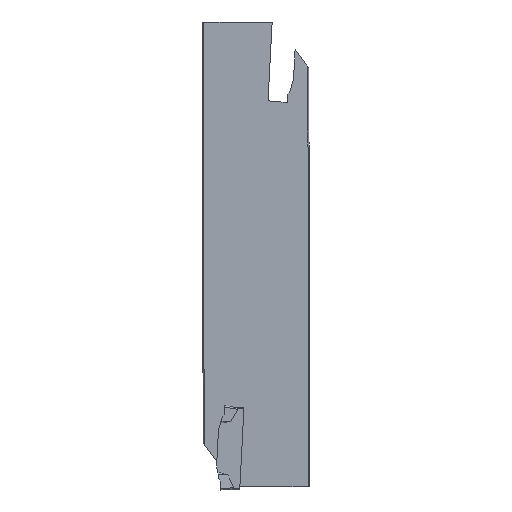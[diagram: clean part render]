
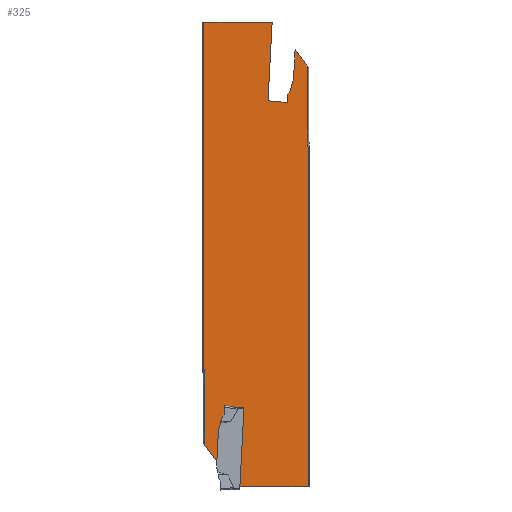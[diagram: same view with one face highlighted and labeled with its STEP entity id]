
A CAD part, left-side view. The second image highlights one B-rep face of the part: STEP entity #325.
In plain terms, the highlighted planar face has unit normal (-1, 0, 0).
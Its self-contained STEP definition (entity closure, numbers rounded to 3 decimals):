
#289=CIRCLE('',#1480,40.315);
#290=CIRCLE('',#1481,40.315);
#325=ADVANCED_FACE('',(#437),#379,.T.);
#379=PLANE('',#1482);
#437=FACE_OUTER_BOUND('',#499,.T.);
#499=EDGE_LOOP('',(#719,#720,#721,#722,#723,#724,#725,#726,#727,#728,#729,
#730,#731,#732,#733,#734,#735,#736,#737,#738,#739,#740,#741,#742));
#719=ORIENTED_EDGE('',*,*,#1087,.F.);
#720=ORIENTED_EDGE('',*,*,#1088,.F.);
#721=ORIENTED_EDGE('',*,*,#1089,.F.);
#722=ORIENTED_EDGE('',*,*,#1090,.F.);
#723=ORIENTED_EDGE('',*,*,#1091,.F.);
#724=ORIENTED_EDGE('',*,*,#1092,.F.);
#725=ORIENTED_EDGE('',*,*,#1093,.F.);
#726=ORIENTED_EDGE('',*,*,#1094,.T.);
#727=ORIENTED_EDGE('',*,*,#1095,.T.);
#728=ORIENTED_EDGE('',*,*,#1096,.F.);
#729=ORIENTED_EDGE('',*,*,#1097,.T.);
#730=ORIENTED_EDGE('',*,*,#1098,.F.);
#731=ORIENTED_EDGE('',*,*,#1099,.F.);
#732=ORIENTED_EDGE('',*,*,#1100,.F.);
#733=ORIENTED_EDGE('',*,*,#1101,.F.);
#734=ORIENTED_EDGE('',*,*,#1102,.F.);
#735=ORIENTED_EDGE('',*,*,#1103,.F.);
#736=ORIENTED_EDGE('',*,*,#1104,.F.);
#737=ORIENTED_EDGE('',*,*,#1105,.F.);
#738=ORIENTED_EDGE('',*,*,#1106,.F.);
#739=ORIENTED_EDGE('',*,*,#1107,.F.);
#740=ORIENTED_EDGE('',*,*,#1108,.F.);
#741=ORIENTED_EDGE('',*,*,#1109,.T.);
#742=ORIENTED_EDGE('',*,*,#1110,.T.);
#947=VERTEX_POINT('',#2164);
#948=VERTEX_POINT('',#2165);
#949=VERTEX_POINT('',#2167);
#950=VERTEX_POINT('',#2169);
#951=VERTEX_POINT('',#2171);
#952=VERTEX_POINT('',#2173);
#953=VERTEX_POINT('',#2175);
#954=VERTEX_POINT('',#2177);
#955=VERTEX_POINT('',#2179);
#956=VERTEX_POINT('',#2181);
#957=VERTEX_POINT('',#2183);
#958=VERTEX_POINT('',#2185);
#959=VERTEX_POINT('',#2187);
#960=VERTEX_POINT('',#2189);
#961=VERTEX_POINT('',#2191);
#962=VERTEX_POINT('',#2193);
#963=VERTEX_POINT('',#2195);
#964=VERTEX_POINT('',#2197);
#965=VERTEX_POINT('',#2199);
#966=VERTEX_POINT('',#2201);
#967=VERTEX_POINT('',#2203);
#968=VERTEX_POINT('',#2205);
#969=VERTEX_POINT('',#2207);
#970=VERTEX_POINT('',#2209);
#1087=EDGE_CURVE('',#947,#948,#1233,.T.);
#1088=EDGE_CURVE('',#949,#947,#1234,.T.);
#1089=EDGE_CURVE('',#950,#949,#1235,.T.);
#1090=EDGE_CURVE('',#951,#950,#1236,.T.);
#1091=EDGE_CURVE('',#952,#951,#1237,.T.);
#1092=EDGE_CURVE('',#953,#952,#1238,.T.);
#1093=EDGE_CURVE('',#954,#953,#1239,.T.);
#1094=EDGE_CURVE('',#954,#955,#1240,.T.);
#1095=EDGE_CURVE('',#955,#956,#1241,.T.);
#1096=EDGE_CURVE('',#957,#956,#289,.T.);
#1097=EDGE_CURVE('',#957,#958,#1242,.T.);
#1098=EDGE_CURVE('',#959,#958,#1243,.T.);
#1099=EDGE_CURVE('',#960,#959,#1244,.T.);
#1100=EDGE_CURVE('',#961,#960,#1245,.T.);
#1101=EDGE_CURVE('',#962,#961,#1246,.T.);
#1102=EDGE_CURVE('',#963,#962,#1247,.T.);
#1103=EDGE_CURVE('',#964,#963,#1248,.T.);
#1104=EDGE_CURVE('',#965,#964,#1249,.T.);
#1105=EDGE_CURVE('',#966,#965,#1250,.T.);
#1106=EDGE_CURVE('',#967,#966,#1251,.T.);
#1107=EDGE_CURVE('',#968,#967,#1252,.T.);
#1108=EDGE_CURVE('',#969,#968,#290,.T.);
#1109=EDGE_CURVE('',#969,#970,#1253,.T.);
#1110=EDGE_CURVE('',#970,#948,#1254,.T.);
#1233=LINE('',#2163,#1369);
#1234=LINE('',#2166,#1370);
#1235=LINE('',#2168,#1371);
#1236=LINE('',#2170,#1372);
#1237=LINE('',#2172,#1373);
#1238=LINE('',#2174,#1374);
#1239=LINE('',#2176,#1375);
#1240=LINE('',#2178,#1376);
#1241=LINE('',#2180,#1377);
#1242=LINE('',#2184,#1378);
#1243=LINE('',#2186,#1379);
#1244=LINE('',#2188,#1380);
#1245=LINE('',#2190,#1381);
#1246=LINE('',#2192,#1382);
#1247=LINE('',#2194,#1383);
#1248=LINE('',#2196,#1384);
#1249=LINE('',#2198,#1385);
#1250=LINE('',#2200,#1386);
#1251=LINE('',#2202,#1387);
#1252=LINE('',#2204,#1388);
#1253=LINE('',#2208,#1389);
#1254=LINE('',#2210,#1390);
#1369=VECTOR('',#1648,1.);
#1370=VECTOR('',#1649,1.);
#1371=VECTOR('',#1650,1.);
#1372=VECTOR('',#1651,1.);
#1373=VECTOR('',#1652,1.);
#1374=VECTOR('',#1653,1.);
#1375=VECTOR('',#1654,1.);
#1376=VECTOR('',#1655,1.);
#1377=VECTOR('',#1656,1.);
#1378=VECTOR('',#1659,1.);
#1379=VECTOR('',#1660,1.);
#1380=VECTOR('',#1661,1.);
#1381=VECTOR('',#1662,1.);
#1382=VECTOR('',#1663,1.);
#1383=VECTOR('',#1664,1.);
#1384=VECTOR('',#1665,1.);
#1385=VECTOR('',#1666,1.);
#1386=VECTOR('',#1667,1.);
#1387=VECTOR('',#1668,1.);
#1388=VECTOR('',#1669,1.);
#1389=VECTOR('',#1672,1.);
#1390=VECTOR('',#1673,1.);
#1480=AXIS2_PLACEMENT_3D('',#2182,#1657,#1658);
#1481=AXIS2_PLACEMENT_3D('',#2206,#1670,#1671);
#1482=AXIS2_PLACEMENT_3D('',#2211,#1674,#1675);
#1648=DIRECTION('',(0.,-0.052,0.999));
#1649=DIRECTION('',(0.,-0.292,0.956));
#1650=DIRECTION('',(0.,-0.743,0.669));
#1651=DIRECTION('',(0.,-0.052,0.999));
#1652=DIRECTION('',(0.,-0.985,-0.174));
#1653=DIRECTION('',(0.,-0.999,-0.052));
#1654=DIRECTION('',(0.,0.052,-0.999));
#1655=DIRECTION('',(0.,1.,0.));
#1656=DIRECTION('',(0.,0.,-1.));
#1657=DIRECTION('',(-1.,0.,0.));
#1658=DIRECTION('',(0.,-1.,0.));
#1659=DIRECTION('',(0.,0.,-1.));
#1660=DIRECTION('',(0.,0.602,0.799));
#1661=DIRECTION('',(0.,0.052,-0.999));
#1662=DIRECTION('',(0.,0.292,-0.956));
#1663=DIRECTION('',(0.,0.743,-0.669));
#1664=DIRECTION('',(0.,0.052,-0.999));
#1665=DIRECTION('',(0.,0.985,0.174));
#1666=DIRECTION('',(0.,0.999,0.052));
#1667=DIRECTION('',(0.,-0.052,0.999));
#1668=DIRECTION('',(0.,1.,0.));
#1669=DIRECTION('',(0.,0.,-1.));
#1670=DIRECTION('',(-1.,0.,0.));
#1671=DIRECTION('',(0.,-1.,0.));
#1672=DIRECTION('',(0.,0.,1.));
#1673=DIRECTION('',(0.,0.602,0.799));
#1674=DIRECTION('',(-1.,0.,0.));
#1675=DIRECTION('',(0.,-1.,0.));
#2163=CARTESIAN_POINT('',(-2.35,3.351,0.143));
#2164=CARTESIAN_POINT('',(-2.35,4.072,-13.607));
#2165=CARTESIAN_POINT('',(-2.35,3.704,-6.586));
#2166=CARTESIAN_POINT('',(-2.35,-0.027,-0.201));
#2167=CARTESIAN_POINT('',(-2.35,5.021,-16.711));
#2168=CARTESIAN_POINT('',(-2.35,-5.714,-7.046));
#2169=CARTESIAN_POINT('',(-2.35,5.437,-17.086));
#2170=CARTESIAN_POINT('',(-2.35,4.531,0.204));
#2171=CARTESIAN_POINT('',(-2.35,5.547,-19.173));
#2172=CARTESIAN_POINT('',(-2.35,4.057,-19.435));
#2173=CARTESIAN_POINT('',(-2.35,7.567,-18.816));
#2174=CARTESIAN_POINT('',(-2.35,1.632,-19.127));
#2175=CARTESIAN_POINT('',(-2.35,10.109,-18.683));
#2176=CARTESIAN_POINT('',(-2.35,9.107,0.444));
#2177=CARTESIAN_POINT('',(-2.35,9.13,0.));
#2178=CARTESIAN_POINT('',(-2.35,0.63,0.));
#2179=CARTESIAN_POINT('',(-2.35,25.27,0.));
#2180=CARTESIAN_POINT('',(-2.35,25.27,0.));
#2181=CARTESIAN_POINT('',(-2.35,25.27,-81.941));
#2182=CARTESIAN_POINT('',(-2.35,65.4,-85.8));
#2183=CARTESIAN_POINT('',(-2.35,25.085,-85.8));
#2184=CARTESIAN_POINT('',(-2.35,25.085,0.));
#2185=CARTESIAN_POINT('',(-2.35,25.085,-100.179));
#2186=CARTESIAN_POINT('',(-2.35,64.377,-48.037));
#2187=CARTESIAN_POINT('',(-2.35,22.225,-103.974));
#2188=CARTESIAN_POINT('',(-2.35,16.732,0.844));
#2189=CARTESIAN_POINT('',(-2.35,21.828,-96.393));
#2190=CARTESIAN_POINT('',(-2.35,-6.935,-2.313));
#2191=CARTESIAN_POINT('',(-2.35,20.879,-93.289));
#2192=CARTESIAN_POINT('',(-2.35,-36.693,-41.451));
#2193=CARTESIAN_POINT('',(-2.35,20.463,-92.914));
#2194=CARTESIAN_POINT('',(-2.35,15.552,0.782));
#2195=CARTESIAN_POINT('',(-2.35,20.353,-90.827));
#2196=CARTESIAN_POINT('',(-2.35,16.757,-91.462));
#2197=CARTESIAN_POINT('',(-2.35,18.333,-91.184));
#2198=CARTESIAN_POINT('',(-2.35,5.444,-91.859));
#2199=CARTESIAN_POINT('',(-2.35,15.791,-91.317));
#2200=CARTESIAN_POINT('',(-2.35,10.977,0.542));
#2201=CARTESIAN_POINT('',(-2.35,16.77,-110.));
#2202=CARTESIAN_POINT('',(-2.35,0.63,-110.));
#2203=CARTESIAN_POINT('',(-2.35,0.63,-110.));
#2204=CARTESIAN_POINT('',(-2.35,0.63,0.));
#2205=CARTESIAN_POINT('',(-2.35,0.63,-29.659));
#2206=CARTESIAN_POINT('',(-2.35,-39.5,-25.8));
#2207=CARTESIAN_POINT('',(-2.35,0.815,-25.8));
#2208=CARTESIAN_POINT('',(-2.35,0.815,0.));
#2209=CARTESIAN_POINT('',(-2.35,0.815,-10.42));
#2210=CARTESIAN_POINT('',(-2.35,5.756,-3.863));
#2211=CARTESIAN_POINT('',(-2.35,0.63,0.));
